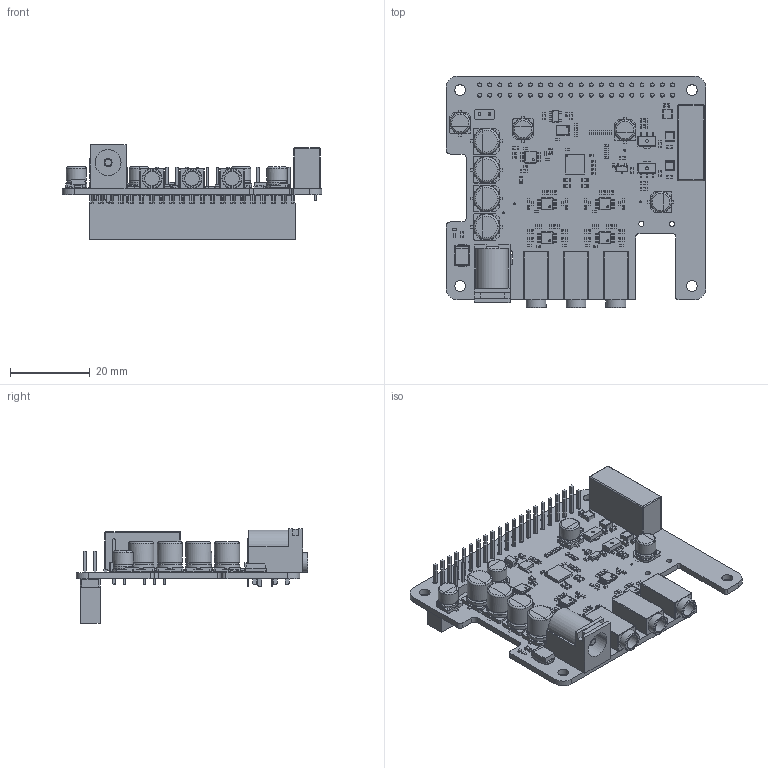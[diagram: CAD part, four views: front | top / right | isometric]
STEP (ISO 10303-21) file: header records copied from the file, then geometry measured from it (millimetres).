
FILE_DESCRIPTION(('KiCad electronic assembly'),'2;1');
FILE_NAME('Volumio_Zero-HAT.step','2026-01-09T14:47:13',('Pcbnew'),( 'Kicad'),'Open CASCADE STEP processor 7.5','KiCad to STEP converter' ,'Unknown');
FILE_SCHEMA(('AUTOMOTIVE_DESIGN { 1 0 10303 214 1 1 1 1 }'));
Length unit declared in the file: millimetre
Products named in the file (24): Volumio_Zero-HAT 1; C_0402_1005Metric; D_SMB; OSC_SMD_3225; R_0402_1005Metric; LED_0402_1005Metric; C_0603_1608Metric; CP_Elec_6.3x7.7; L_1008_2520Metric; CP_Elec_5x5.4; R_0603_1608Metric; MSOP-8_3x3mm_P0.65mm; PJ-320A; QFN28_5x5_0.5; L_0402_1005Metric; SOT-23-5; PinHeader_2x01_P2.54mm_Vertical; SOT-89-3; Volumio_Zero-HAT 1.95.1; SOT-23; BarrelJack; Converter_DCDC_XP_POWER-IHxxxxS_THT; SKT-02x20-TH-EXT; LightSABRE_DAC_PCB
Assembly tree (139 placements, depth 3):
  Volumio_Zero-HAT 1
    C_0402_1005Metric  x37
    D_SMB
    OSC_SMD_3225
    R_0402_1005Metric  x44
    LED_0402_1005Metric  x3
    C_0603_1608Metric  x17
    CP_Elec_6.3x7.7  x4
    L_1008_2520Metric  x3
    CP_Elec_5x5.4  x4
    R_0603_1608Metric  x5
    MSOP-8_3x3mm_P0.65mm  x5
    PJ-320A  x3
    QFN28_5x5_0.5
    L_0402_1005Metric
    SOT-23-5
    PinHeader_2x01_P2.54mm_Vertical
    SOT-89-3  x2
      Volumio_Zero-HAT 1.95.1
    SOT-23
    BarrelJack
    Converter_DCDC_XP_POWER-IHxxxxS_THT
    SKT-02x20-TH-EXT
    LightSABRE_DAC_PCB
Bounding box: 65 x 58 x 23.73 mm (x, y, z)
Volume: 12502.2 mm3; surface area: 16892.4 mm2
Topology: 191 solids, 191 shells, 6161 faces, 15702 edges, 10122 vertices
Faces by surface type: plane 4192, cylinder 1708, bspline 162, torus 49, sphere 40, revolution 8, cone 2
Full cylindrical faces by diameter (mm): 0.3 x9, 0.5 x9, 0.7 x2, 0.85 x5, 1 x54, 1.3 x2, 2.7 x4, 3.6 x3, 5 x11, 6.3 x8
Entity records: 68497 total; most frequent: CARTESIAN_POINT 12514, ORIENTED_EDGE 11362, DIRECTION 11120, EDGE_CURVE 5681, LINE 4694, VECTOR 4694, VERTEX_POINT 3654, AXIS2_PLACEMENT_3D 3212
